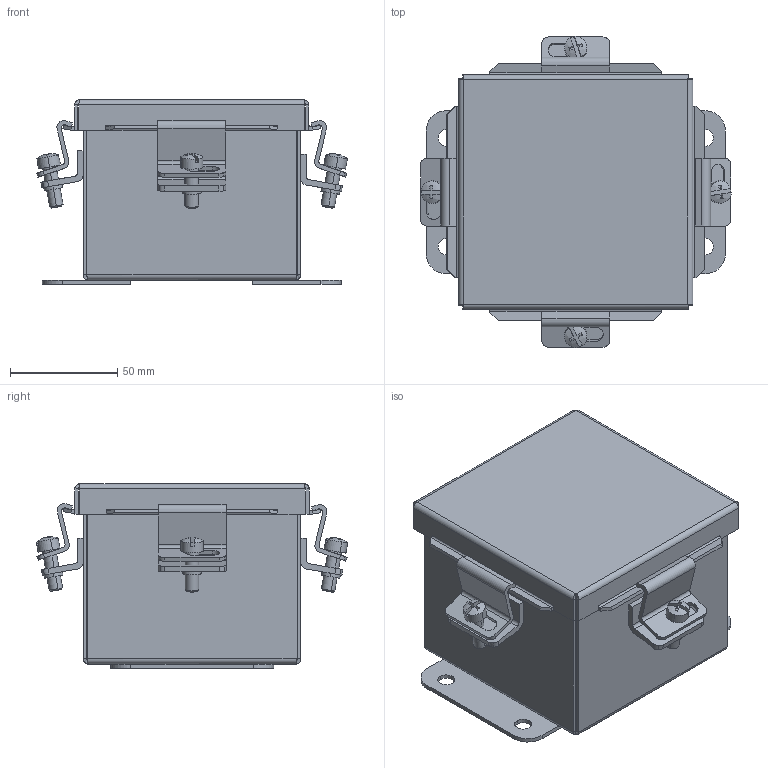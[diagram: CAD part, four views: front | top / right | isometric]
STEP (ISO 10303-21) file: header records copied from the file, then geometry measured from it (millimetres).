
FILE_DESCRIPTION (( 'STEP AP214' ), '1' );
FILE_NAME ('BN4040403SSA.STEP', '2016-02-02T18:57:42', ( '' ), ( '' ), 'SwSTEP 2.0', 'SolidWorks 2014', '' );
FILE_SCHEMA (( 'AUTOMOTIVE_DESIGN' ));
Length unit declared in the file: inch
Products named in the file (8): 30811_1; BN4040403SSA; 348127_1; BN4040403SSABKP_1; HFW3883_1; BN40404SSALID_1; 30810_1; 372164_1
Assembly tree (17 placements, depth 2):
  BN4040403SSA
    30811_1  x4
    372164_1  x4
    30810_1  x4
    BN40404SSALID_1
    HFW3883_1
    BN4040403SSABKP_1
    348127_1  x2
Bounding box: 145.1 x 145.38 x 86.04 mm (x, y, z)
Volume: 130896 mm3; surface area: 159719.2 mm2
Topology: 17 solids, 17 shells, 529 faces, 1300 edges, 830 vertices
Faces by surface type: plane 275, cylinder 176, torus 36, bspline 24, cone 10, sphere 8
Entity records: 11932 total; most frequent: CARTESIAN_POINT 2997, ORIENTED_EDGE 1292, DIRECTION 1282, EDGE_CURVE 646, VECTOR 448, LINE 448, AXIS2_PLACEMENT_3D 417, VERTEX_POINT 396
